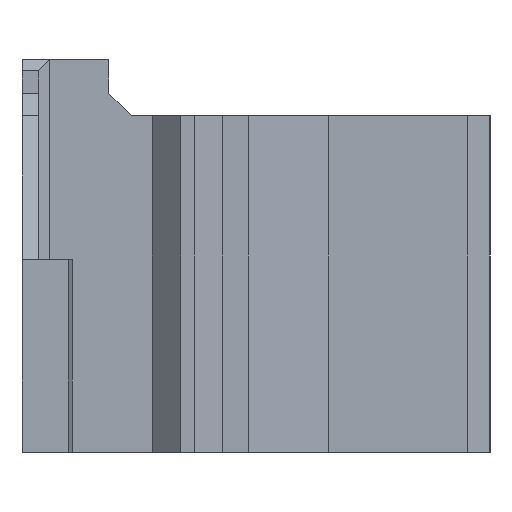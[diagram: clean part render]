
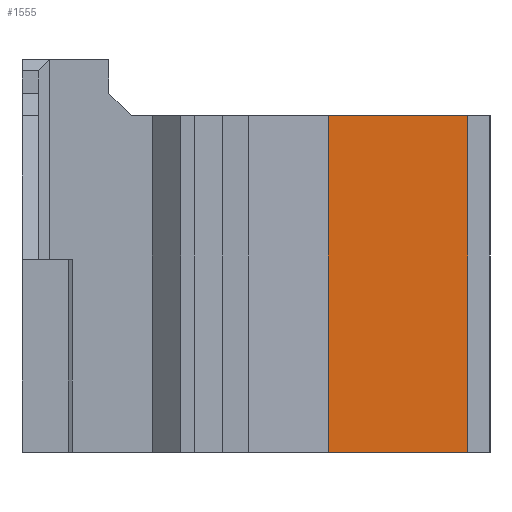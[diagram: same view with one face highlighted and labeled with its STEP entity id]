
A CAD part, left-side view. The second image highlights one B-rep face of the part: STEP entity #1555.
In plain terms, the highlighted planar face has unit normal (-1, 0, 0).
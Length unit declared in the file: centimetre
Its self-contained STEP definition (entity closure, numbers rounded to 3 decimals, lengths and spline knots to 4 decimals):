
#210=VERTEX_POINT('',#2388);
#211=VERTEX_POINT('',#2390);
#239=VERTEX_POINT('',#2483);
#240=VERTEX_POINT('',#2487);
#364=VECTOR('',#1937,1.);
#411=VECTOR('',#2002,1.);
#413=VECTOR('',#2005,1.);
#414=VECTOR('',#2006,1.);
#549=LINE('',#2389,#364);
#596=LINE('',#2482,#411);
#598=LINE('',#2486,#413);
#599=LINE('',#2488,#414);
#784=EDGE_CURVE('',#211,#210,#549,.T.);
#831=EDGE_CURVE('',#239,#211,#596,.T.);
#833=EDGE_CURVE('',#240,#210,#598,.T.);
#834=EDGE_CURVE('',#240,#239,#599,.T.);
#1238=ORIENTED_EDGE('',*,*,#784,.T.);
#1239=ORIENTED_EDGE('',*,*,#833,.F.);
#1240=ORIENTED_EDGE('',*,*,#834,.T.);
#1241=ORIENTED_EDGE('',*,*,#831,.T.);
#1394=EDGE_LOOP('',(#1238,#1239,#1240,#1241));
#1475=FACE_BOUND('',#1394,.T.);
#1555=ADVANCED_FACE('',(#1475),#2577,.T.);
#1670=AXIS2_PLACEMENT_3D('',#2485,#2004,$);
#1937=DIRECTION('',(0.,1.,0.));
#2002=DIRECTION('',(0.,0.,1.));
#2004=DIRECTION('',(-1.,0.,0.));
#2005=DIRECTION('',(0.,0.,1.));
#2006=DIRECTION('',(0.,-1.,0.));
#2388=CARTESIAN_POINT('',(2.8802,-0.1861,6.));
#2389=CARTESIAN_POINT('',(2.8802,-0.1861,6.));
#2390=CARTESIAN_POINT('',(2.8802,-2.6731,6.));
#2482=CARTESIAN_POINT('',(2.8802,-2.6731,0.));
#2483=CARTESIAN_POINT('',(2.8802,-2.6731,0.));
#2485=CARTESIAN_POINT('',(2.8802,-1.4296,0.));
#2486=CARTESIAN_POINT('',(2.8802,-0.1861,0.));
#2487=CARTESIAN_POINT('',(2.8802,-0.1861,0.));
#2488=CARTESIAN_POINT('',(2.8802,-0.1861,0.));
#2577=PLANE('',#1670);
